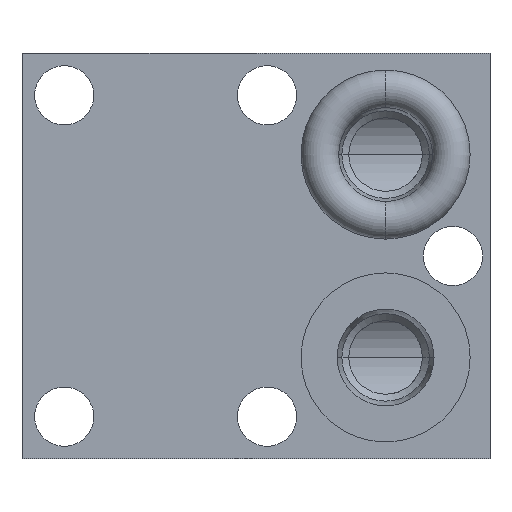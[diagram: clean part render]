
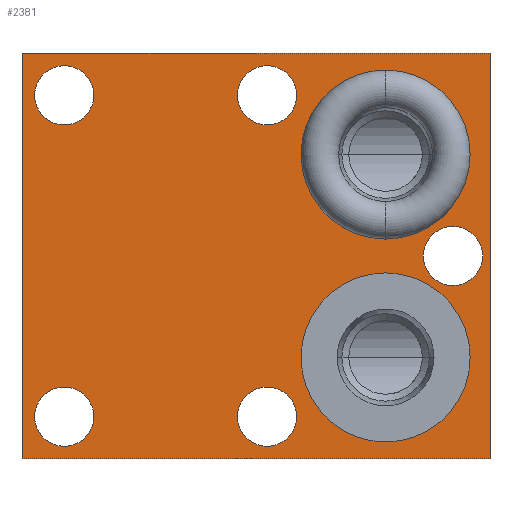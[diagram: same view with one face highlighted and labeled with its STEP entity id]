
A CAD part, left-side view. The second image highlights one B-rep face of the part: STEP entity #2381.
In plain terms, the highlighted planar face has unit normal (-1, 0, 0).
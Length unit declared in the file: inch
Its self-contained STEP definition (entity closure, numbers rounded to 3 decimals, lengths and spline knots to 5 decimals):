
#749=DIRECTION('',(0.,-1.,0.));
#750=VECTOR('',#749,1.73);
#751=CARTESIAN_POINT('',(-1.,0.531,0.75));
#752=LINE('',#751,#750);
#756=DIRECTION('',(0.,0.,-1.));
#757=VECTOR('',#756,1.5);
#758=CARTESIAN_POINT('',(-1.,-1.199,0.75));
#759=LINE('',#758,#757);
#763=DIRECTION('',(0.,1.,0.));
#764=VECTOR('',#763,1.73);
#765=CARTESIAN_POINT('',(-1.,-1.199,-0.75));
#766=LINE('',#765,#764);
#770=DIRECTION('',(0.,0.,1.));
#771=VECTOR('',#770,1.5);
#772=CARTESIAN_POINT('',(-1.,0.531,-0.75));
#773=LINE('',#772,#771);
#777=CARTESIAN_POINT('',(-1.,0.375,0.594));
#778=DIRECTION('',(-1.,0.,0.));
#779=DIRECTION('',(0.,-1.,0.));
#780=AXIS2_PLACEMENT_3D('',#777,#778,#779);
#785=CARTESIAN_POINT('',(-1.,0.375,0.594));
#786=DIRECTION('',(-1.,0.,0.));
#787=DIRECTION('',(0.,1.,0.));
#788=AXIS2_PLACEMENT_3D('',#785,#786,#787);
#793=CARTESIAN_POINT('',(-1.,0.375,-0.594));
#794=DIRECTION('',(-1.,0.,0.));
#795=DIRECTION('',(0.,-1.,0.));
#796=AXIS2_PLACEMENT_3D('',#793,#794,#795);
#801=CARTESIAN_POINT('',(-1.,0.375,-0.594));
#802=DIRECTION('',(-1.,0.,0.));
#803=DIRECTION('',(0.,1.,0.));
#804=AXIS2_PLACEMENT_3D('',#801,#802,#803);
#809=CARTESIAN_POINT('',(-1.,-0.375,0.594));
#810=DIRECTION('',(-1.,0.,0.));
#811=DIRECTION('',(0.,-1.,0.));
#812=AXIS2_PLACEMENT_3D('',#809,#810,#811);
#817=CARTESIAN_POINT('',(-1.,-0.375,0.594));
#818=DIRECTION('',(-1.,0.,0.));
#819=DIRECTION('',(0.,1.,0.));
#820=AXIS2_PLACEMENT_3D('',#817,#818,#819);
#825=CARTESIAN_POINT('',(-1.,-0.375,-0.594));
#826=DIRECTION('',(-1.,0.,0.));
#827=DIRECTION('',(0.,-1.,0.));
#828=AXIS2_PLACEMENT_3D('',#825,#826,#827);
#833=CARTESIAN_POINT('',(-1.,-0.375,-0.594));
#834=DIRECTION('',(-1.,0.,0.));
#835=DIRECTION('',(0.,1.,0.));
#836=AXIS2_PLACEMENT_3D('',#833,#834,#835);
#841=CARTESIAN_POINT('',(-1.,-1.062,0.));
#842=DIRECTION('',(-1.,0.,0.));
#843=DIRECTION('',(0.,-1.,0.));
#844=AXIS2_PLACEMENT_3D('',#841,#842,#843);
#849=CARTESIAN_POINT('',(-1.,-1.062,0.));
#850=DIRECTION('',(-1.,0.,0.));
#851=DIRECTION('',(0.,1.,0.));
#852=AXIS2_PLACEMENT_3D('',#849,#850,#851);
#857=CARTESIAN_POINT('',(-1.,-0.813,0.375));
#858=DIRECTION('',(1.,0.,0.));
#859=DIRECTION('',(0.,1.,0.));
#860=AXIS2_PLACEMENT_3D('',#857,#858,#859);
#865=CARTESIAN_POINT('',(-1.,-0.813,0.375));
#866=DIRECTION('',(1.,0.,0.));
#867=DIRECTION('',(0.,-1.,0.));
#868=AXIS2_PLACEMENT_3D('',#865,#866,#867);
#873=CARTESIAN_POINT('',(-1.,-0.813,-0.375));
#874=DIRECTION('',(1.,0.,0.));
#875=DIRECTION('',(0.,1.,0.));
#876=AXIS2_PLACEMENT_3D('',#873,#874,#875);
#881=CARTESIAN_POINT('',(-1.,-0.813,-0.375));
#882=DIRECTION('',(1.,0.,0.));
#883=DIRECTION('',(0.,-1.,0.));
#884=AXIS2_PLACEMENT_3D('',#881,#882,#883);
#1498=CARTESIAN_POINT('',(-1.,0.531,0.75));
#1499=CARTESIAN_POINT('',(-1.,-1.199,0.75));
#1500=VERTEX_POINT('',#1498);
#1501=VERTEX_POINT('',#1499);
#1502=CARTESIAN_POINT('',(-1.,-1.199,-0.75));
#1503=VERTEX_POINT('',#1502);
#1504=CARTESIAN_POINT('',(-1.,0.531,-0.75));
#1505=VERTEX_POINT('',#1504);
#1526=CARTESIAN_POINT('',(-1.,0.2655,0.594));
#1527=CARTESIAN_POINT('',(-1.,0.4845,0.594));
#1528=VERTEX_POINT('',#1526);
#1529=VERTEX_POINT('',#1527);
#1538=CARTESIAN_POINT('',(-1.,-0.5005,0.375));
#1539=CARTESIAN_POINT('',(-1.,-1.1255,0.375));
#1540=VERTEX_POINT('',#1538);
#1541=VERTEX_POINT('',#1539);
#1558=CARTESIAN_POINT('',(-1.,-0.5005,-0.375));
#1559=CARTESIAN_POINT('',(-1.,-1.1255,-0.375));
#1560=VERTEX_POINT('',#1558);
#1561=VERTEX_POINT('',#1559);
#1650=CARTESIAN_POINT('',(-1.,0.2655,-0.594));
#1651=CARTESIAN_POINT('',(-1.,0.4845,-0.594));
#1652=VERTEX_POINT('',#1650);
#1653=VERTEX_POINT('',#1651);
#1658=CARTESIAN_POINT('',(-1.,-0.4845,0.594));
#1659=CARTESIAN_POINT('',(-1.,-0.2655,0.594));
#1660=VERTEX_POINT('',#1658);
#1661=VERTEX_POINT('',#1659);
#1666=CARTESIAN_POINT('',(-1.,-0.4845,-0.594));
#1667=CARTESIAN_POINT('',(-1.,-0.2655,-0.594));
#1668=VERTEX_POINT('',#1666);
#1669=VERTEX_POINT('',#1667);
#1674=CARTESIAN_POINT('',(-1.,-1.1715,0.));
#1675=CARTESIAN_POINT('',(-1.,-0.9525,0.));
#1676=VERTEX_POINT('',#1674);
#1677=VERTEX_POINT('',#1675);
#2325=CARTESIAN_POINT('',(-1.,0.,0.));
#2326=DIRECTION('',(1.,0.,0.));
#2327=DIRECTION('',(0.,0.,-1.));
#2328=AXIS2_PLACEMENT_3D('',#2325,#2326,#2327);
#2329=PLANE('',#2328);
#2331=ORIENTED_EDGE('',*,*,#2330,.T.);
#2333=ORIENTED_EDGE('',*,*,#2332,.T.);
#2335=ORIENTED_EDGE('',*,*,#2334,.T.);
#2337=ORIENTED_EDGE('',*,*,#2336,.T.);
#2338=EDGE_LOOP('',(#2331,#2333,#2335,#2337));
#2339=FACE_OUTER_BOUND('',#2338,.F.);
#2340=ORIENTED_EDGE('',*,*,#2315,.T.);
#2342=ORIENTED_EDGE('',*,*,#2341,.T.);
#2343=EDGE_LOOP('',(#2340,#2342));
#2344=FACE_BOUND('',#2343,.F.);
#2346=ORIENTED_EDGE('',*,*,#2345,.T.);
#2348=ORIENTED_EDGE('',*,*,#2347,.T.);
#2349=EDGE_LOOP('',(#2346,#2348));
#2350=FACE_BOUND('',#2349,.F.);
#2352=ORIENTED_EDGE('',*,*,#2351,.T.);
#2354=ORIENTED_EDGE('',*,*,#2353,.T.);
#2355=EDGE_LOOP('',(#2352,#2354));
#2356=FACE_BOUND('',#2355,.F.);
#2358=ORIENTED_EDGE('',*,*,#2357,.T.);
#2360=ORIENTED_EDGE('',*,*,#2359,.T.);
#2361=EDGE_LOOP('',(#2358,#2360));
#2362=FACE_BOUND('',#2361,.F.);
#2364=ORIENTED_EDGE('',*,*,#2363,.T.);
#2366=ORIENTED_EDGE('',*,*,#2365,.T.);
#2367=EDGE_LOOP('',(#2364,#2366));
#2368=FACE_BOUND('',#2367,.F.);
#2370=ORIENTED_EDGE('',*,*,#2369,.F.);
#2372=ORIENTED_EDGE('',*,*,#2371,.F.);
#2373=EDGE_LOOP('',(#2370,#2372));
#2374=FACE_BOUND('',#2373,.F.);
#2376=ORIENTED_EDGE('',*,*,#2375,.F.);
#2378=ORIENTED_EDGE('',*,*,#2377,.F.);
#2379=EDGE_LOOP('',(#2376,#2378));
#2380=FACE_BOUND('',#2379,.F.);
#781=CIRCLE('',#780,0.1095);
#789=CIRCLE('',#788,0.1095);
#797=CIRCLE('',#796,0.1095);
#805=CIRCLE('',#804,0.1095);
#813=CIRCLE('',#812,0.1095);
#821=CIRCLE('',#820,0.1095);
#829=CIRCLE('',#828,0.1095);
#837=CIRCLE('',#836,0.1095);
#845=CIRCLE('',#844,0.1095);
#853=CIRCLE('',#852,0.1095);
#861=CIRCLE('',#860,0.3125);
#869=CIRCLE('',#868,0.3125);
#877=CIRCLE('',#876,0.3125);
#885=CIRCLE('',#884,0.3125);
#2315=EDGE_CURVE('',#1528,#1529,#781,.T.);
#2330=EDGE_CURVE('',#1500,#1501,#752,.T.);
#2332=EDGE_CURVE('',#1501,#1503,#759,.T.);
#2334=EDGE_CURVE('',#1503,#1505,#766,.T.);
#2336=EDGE_CURVE('',#1505,#1500,#773,.T.);
#2341=EDGE_CURVE('',#1529,#1528,#789,.T.);
#2345=EDGE_CURVE('',#1652,#1653,#797,.T.);
#2347=EDGE_CURVE('',#1653,#1652,#805,.T.);
#2351=EDGE_CURVE('',#1660,#1661,#813,.T.);
#2353=EDGE_CURVE('',#1661,#1660,#821,.T.);
#2357=EDGE_CURVE('',#1668,#1669,#829,.T.);
#2359=EDGE_CURVE('',#1669,#1668,#837,.T.);
#2363=EDGE_CURVE('',#1676,#1677,#845,.T.);
#2365=EDGE_CURVE('',#1677,#1676,#853,.T.);
#2369=EDGE_CURVE('',#1540,#1541,#861,.T.);
#2371=EDGE_CURVE('',#1541,#1540,#869,.T.);
#2375=EDGE_CURVE('',#1560,#1561,#877,.T.);
#2377=EDGE_CURVE('',#1561,#1560,#885,.T.);
#2381=ADVANCED_FACE('',(#2339,#2344,#2350,#2356,#2362,#2368,#2374,#2380),#2329,
.F.);
